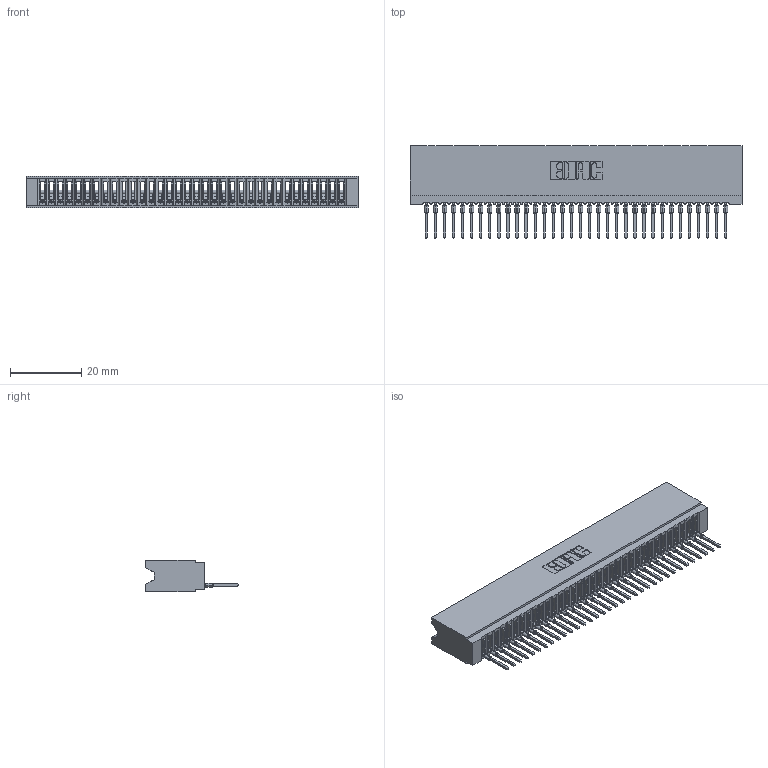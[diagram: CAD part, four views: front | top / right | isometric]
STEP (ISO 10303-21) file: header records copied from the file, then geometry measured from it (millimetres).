
FILE_DESCRIPTION (( 'STEP AP203' ), '1' );
FILE_NAME ('745-034-522-106.STEP', '2026-02-25T18:12:56', ( '' ), ( '' ), 'SwSTEP 2.0', 'SolidWorks 2023', '' );
FILE_SCHEMA (( 'CONFIG_CONTROL_DESIGN' ));
Length unit declared in the file: millimetre
Products named in the file (3): 745 Part_Insulator Option - 06; 745-292-001_522; 745-034-522-106
Assembly tree (35 placements, depth 2):
  745-034-522-106
    745 Part_Insulator Option - 06
    745-292-001_522  x34
Bounding box: 92.96 x 25.92 x 8.89 mm (x, y, z)
Volume: 8100.9 mm3; surface area: 15047.5 mm2
Topology: 35 solids, 35 shells, 3904 faces, 10732 edges, 6768 vertices
Faces by surface type: plane 2334, cylinder 686, bspline 680, torus 204
Entity records: 57264 total; most frequent: CARTESIAN_POINT 10592, ORIENTED_EDGE 10046, DIRECTION 8715, EDGE_CURVE 5023, VECTOR 4637, LINE 4637, VERTEX_POINT 3204, AXIS2_PLACEMENT_3D 2039
